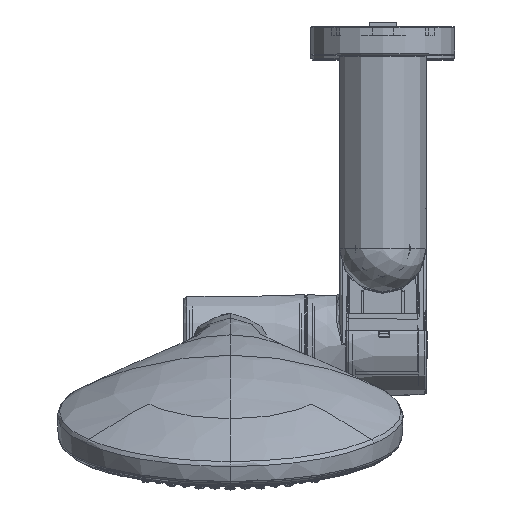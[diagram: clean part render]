
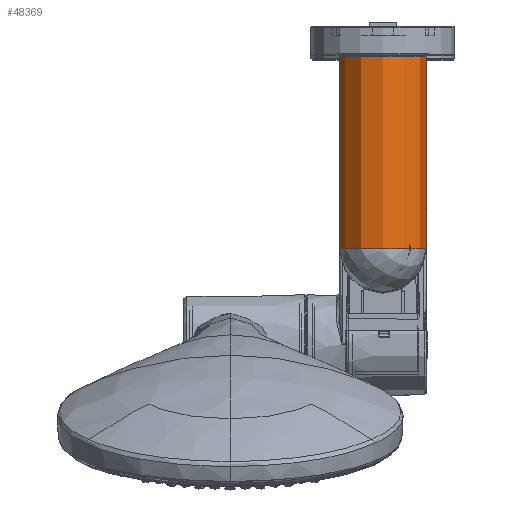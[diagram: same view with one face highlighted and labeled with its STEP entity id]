
A CAD part, top view. The second image highlights one B-rep face of the part: STEP entity #48369.
In plain terms, the highlighted cylindrical face has radius 15 mm (diameter 30 mm), a full revolution.
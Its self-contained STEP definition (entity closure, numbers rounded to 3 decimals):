
#3734=ELLIPSE('',#51744,67.488,15.);
#4417=FACE_BOUND('',#11421,.T.);
#5653=CIRCLE('',#51745,15.);
#5654=CIRCLE('',#51746,15.);
#5655=CIRCLE('',#51747,15.);
#5656=CIRCLE('',#51748,15.);
#7582=CYLINDRICAL_SURFACE('',#51743,15.);
#8145=FACE_OUTER_BOUND('',#11420,.T.);
#11420=EDGE_LOOP('',(#31855,#31856,#31857,#31858,#31859,#31860));
#11421=EDGE_LOOP('',(#31861));
#15890=LINE('',#66630,#18094);
#15891=LINE('',#66634,#18095);
#18094=VECTOR('',#56102,10.);
#18095=VECTOR('',#56105,10.);
#20317=VERTEX_POINT('',#66624);
#20318=VERTEX_POINT('',#66625);
#20319=VERTEX_POINT('',#66627);
#20320=VERTEX_POINT('',#66629);
#20321=VERTEX_POINT('',#66631);
#20322=VERTEX_POINT('',#66633);
#20323=VERTEX_POINT('',#66636);
#24935=EDGE_CURVE('',#20317,#20318,#3734,.T.);
#24936=EDGE_CURVE('',#20317,#20319,#5653,.T.);
#24937=EDGE_CURVE('',#20319,#20320,#15890,.T.);
#24938=EDGE_CURVE('',#20321,#20320,#5654,.T.);
#24939=EDGE_CURVE('',#20321,#20322,#15891,.T.);
#24940=EDGE_CURVE('',#20322,#20318,#5655,.T.);
#24941=EDGE_CURVE('',#20323,#20323,#5656,.T.);
#31855=ORIENTED_EDGE('',*,*,#24935,.F.);
#31856=ORIENTED_EDGE('',*,*,#24936,.T.);
#31857=ORIENTED_EDGE('',*,*,#24937,.T.);
#31858=ORIENTED_EDGE('',*,*,#24938,.F.);
#31859=ORIENTED_EDGE('',*,*,#24939,.T.);
#31860=ORIENTED_EDGE('',*,*,#24940,.T.);
#31861=ORIENTED_EDGE('',*,*,#24941,.F.);
#48369=ADVANCED_FACE('',(#8145,#4417),#7582,.T.);
#51743=AXIS2_PLACEMENT_3D('',#66623,#56096,#56097);
#51744=AXIS2_PLACEMENT_3D('',#66626,#56098,#56099);
#51745=AXIS2_PLACEMENT_3D('',#66628,#56100,#56101);
#51746=AXIS2_PLACEMENT_3D('',#66632,#56103,#56104);
#51747=AXIS2_PLACEMENT_3D('',#66635,#56106,#56107);
#51748=AXIS2_PLACEMENT_3D('',#66637,#56108,#56109);
#56096=DIRECTION('center_axis',(0.,-1.,0.));
#56097=DIRECTION('ref_axis',(1.,0.,0.));
#56098=DIRECTION('center_axis',(0.,-0.222,
-0.975));
#56099=DIRECTION('ref_axis',(0.,0.975,-0.222));
#56100=DIRECTION('center_axis',(0.,1.,0.));
#56101=DIRECTION('ref_axis',(1.,0.,0.));
#56102=DIRECTION('',(0.,-1.,0.));
#56103=DIRECTION('center_axis',(0.,-1.,0.));
#56104=DIRECTION('ref_axis',(1.,0.,0.));
#56105=DIRECTION('',(0.,1.,0.));
#56106=DIRECTION('center_axis',(0.,1.,0.));
#56107=DIRECTION('ref_axis',(1.,0.,0.));
#56108=DIRECTION('center_axis',(0.,1.,0.));
#56109=DIRECTION('ref_axis',(1.,0.,0.));
#66623=CARTESIAN_POINT('Origin',(0.,67.,
443.));
#66624=CARTESIAN_POINT('',(-13.616,13.908,436.706));
#66625=CARTESIAN_POINT('',(13.616,13.907,436.708));
#66626=CARTESIAN_POINT('Origin',(0.,-13.695,
443.));
#66627=CARTESIAN_POINT('',(-15.,13.907,443.));
#66628=CARTESIAN_POINT('Origin',(0.,13.907,
443.));
#66629=CARTESIAN_POINT('',(-15.,0.,443.));
#66630=CARTESIAN_POINT('',(-15.,67.,443.));
#66631=CARTESIAN_POINT('',(15.,0.,443.));
#66632=CARTESIAN_POINT('Origin',(0.,0.,
443.));
#66633=CARTESIAN_POINT('',(15.,13.907,443.));
#66634=CARTESIAN_POINT('',(15.,67.,443.));
#66635=CARTESIAN_POINT('Origin',(0.,13.907,
443.));
#66636=CARTESIAN_POINT('',(-15.,66.75,443.));
#66637=CARTESIAN_POINT('Origin',(0.,66.75,
443.));
